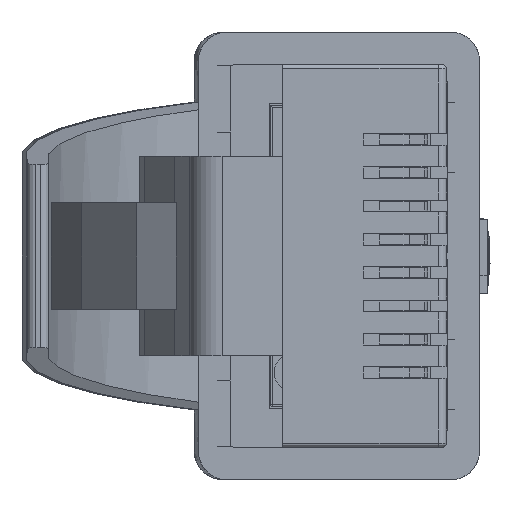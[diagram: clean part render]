
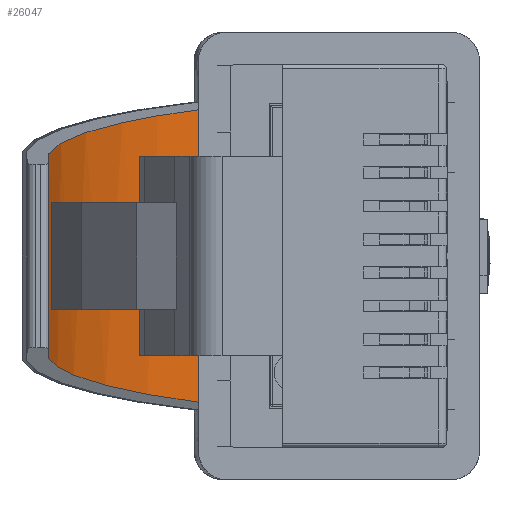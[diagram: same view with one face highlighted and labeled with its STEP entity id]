
A CAD part, left-side view. The second image highlights one B-rep face of the part: STEP entity #26047.
In plain terms, the highlighted cylindrical face has radius 12.7 mm (diameter 25.4 mm), a partial arc.
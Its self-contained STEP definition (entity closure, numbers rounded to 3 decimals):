
#22 = ORIENTED_EDGE ( 'NONE', *, *, #11256, .F. ) ;
#45 = ORIENTED_EDGE ( 'NONE', *, *, #22928, .F. ) ;
#47 = EDGE_LOOP ( 'NONE', ( #22610, #45, #22, #3304 ) ) ;
#804 = VECTOR ( 'NONE', #5065, 1000. ) ;
#2314 = DIRECTION ( 'NONE',  ( 0., 0., 1. ) ) ;
#3075 = CARTESIAN_POINT ( 'NONE',  ( 3.115, 8.863, 10.136 ) ) ;
#3304 = ORIENTED_EDGE ( 'NONE', *, *, #13569, .T. ) ;
#4015 = CARTESIAN_POINT ( 'NONE',  ( -3.115, 8.863, 10.136 ) ) ;
#4623 = CARTESIAN_POINT ( 'NONE',  ( 4.699, -3.78, 11.328 ) ) ;
#5065 = DIRECTION ( 'NONE',  ( -1., 0., 0. ) ) ;
#5430 = VERTEX_POINT ( 'NONE', #16043 ) ;
#5765 = VERTEX_POINT ( 'NONE', #23443 ) ;
#6128 = AXIS2_PLACEMENT_3D ( 'NONE', #4623, #15675, #2314 ) ;
#6644 = DIRECTION ( 'NONE',  ( -1., 0., 0. ) ) ;
#9069 = CARTESIAN_POINT ( 'NONE',  ( -4.121, 6.936, 3.701 ) ) ;
#9745 = FACE_OUTER_BOUND ( 'NONE', #47, .T. ) ;
#11256 = EDGE_CURVE ( 'NONE', #5765, #19317, #24444, .T. ) ;
#13569 = EDGE_CURVE ( 'NONE', #5765, #20689, #19971, .T. ) ;
#14057 = VECTOR ( 'NONE', #6644, 1000. ) ;
#14309 = CYLINDRICAL_SURFACE ( 'NONE', #6128, 12.7 ) ;
#15675 = DIRECTION ( 'NONE',  ( -1., 0., 0. ) ) ;
#15932 = CARTESIAN_POINT ( 'NONE',  ( -3.115, 8.863, 10.136 ) ) ;
#16043 = CARTESIAN_POINT ( 'NONE',  ( -4.461, 4.293, 1.524 ) ) ;
#17987 = CARTESIAN_POINT ( 'NONE',  ( 4.699, 8.863, 10.136 ) ) ;
#18494 = CARTESIAN_POINT ( 'NONE',  ( 3.648, 8.542, 6.726 ) ) ;
#18678 = CARTESIAN_POINT ( 'NONE',  ( 4.121, 6.936, 3.701 ) ) ;
#19038 = CARTESIAN_POINT ( 'NONE',  ( 4.461, 4.293, 1.524 ) ) ;
#19317 = VERTEX_POINT ( 'NONE', #19038 ) ;
#19971 = LINE ( 'NONE', #17987, #14057 ) ;
#20411 = CARTESIAN_POINT ( 'NONE',  ( -4.461, 4.293, 1.524 ) ) ;
#20431 =( BOUNDED_CURVE ( )  B_SPLINE_CURVE ( 3, ( #20411, #9069, #24833, #15932 ),
 .UNSPECIFIED., .F., .F. ) 
 B_SPLINE_CURVE_WITH_KNOTS ( ( 4, 4 ),
 ( 0.689, 1.477 ),
 .UNSPECIFIED. ) 
 CURVE ( )  GEOMETRIC_REPRESENTATION_ITEM ( )  RATIONAL_B_SPLINE_CURVE ( ( 1., 0.949, 0.949, 1. ) ) 
 REPRESENTATION_ITEM ( '' )  );
#20499 = CARTESIAN_POINT ( 'NONE',  ( 4.699, 4.293, 1.524 ) ) ;
#20689 = VERTEX_POINT ( 'NONE', #4015 ) ;
#22610 = ORIENTED_EDGE ( 'NONE', *, *, #26666, .F. ) ;
#22928 = EDGE_CURVE ( 'NONE', #19317, #5430, #25623, .T. ) ;
#23443 = CARTESIAN_POINT ( 'NONE',  ( 3.115, 8.863, 10.136 ) ) ;
#24444 =( BOUNDED_CURVE ( )  B_SPLINE_CURVE ( 3, ( #3075, #18494, #18678, #25165 ),
 .UNSPECIFIED., .F., .F. ) 
 B_SPLINE_CURVE_WITH_KNOTS ( ( 4, 4 ),
 ( 1.665, 2.453 ),
 .UNSPECIFIED. ) 
 CURVE ( )  GEOMETRIC_REPRESENTATION_ITEM ( )  RATIONAL_B_SPLINE_CURVE ( ( 1., 0.949, 0.949, 1. ) ) 
 REPRESENTATION_ITEM ( '' )  );
#24833 = CARTESIAN_POINT ( 'NONE',  ( -3.648, 8.542, 6.726 ) ) ;
#25165 = CARTESIAN_POINT ( 'NONE',  ( 4.461, 4.293, 1.524 ) ) ;
#25623 = LINE ( 'NONE', #20499, #804 ) ;
#26047 = ADVANCED_FACE ( 'NONE', ( #9745 ), #14309, .F. ) ;
#26666 = EDGE_CURVE ( 'NONE', #5430, #20689, #20431, .T. ) ;
